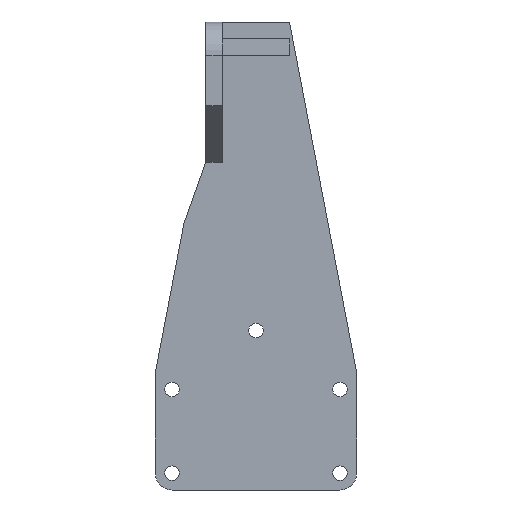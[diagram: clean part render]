
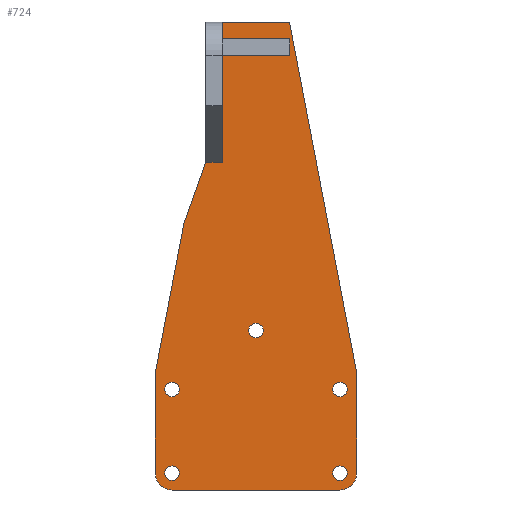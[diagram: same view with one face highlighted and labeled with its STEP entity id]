
A CAD part, left-side view. The second image highlights one B-rep face of the part: STEP entity #724.
In plain terms, the highlighted planar face has unit normal (-1, 0, 0).
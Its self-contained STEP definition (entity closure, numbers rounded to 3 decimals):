
#24 = VERTEX_POINT('',#25);
#25 = CARTESIAN_POINT('',(75.,0.855,134.5));
#49 = VERTEX_POINT('',#50);
#50 = CARTESIAN_POINT('',(75.,-0.855,134.5));
#57 = EDGE_CURVE('',#24,#49,#58,.T.);
#58 = CIRCLE('',#59,2.175);
#59 = AXIS2_PLACEMENT_3D('',#60,#61,#62);
#60 = CARTESIAN_POINT('',(75.,0.,132.5));
#61 = DIRECTION('',(1.,0.,0.));
#62 = DIRECTION('',(0.,1.,0.));
#89 = VERTEX_POINT('',#90);
#90 = CARTESIAN_POINT('',(75.,21.483,79.5));
#107 = VERTEX_POINT('',#108);
#108 = CARTESIAN_POINT('',(75.,30.,35.));
#114 = EDGE_CURVE('',#89,#107,#115,.T.);
#115 = LINE('',#116,#117);
#116 = CARTESIAN_POINT('',(75.,21.483,79.5));
#117 = VECTOR('',#118,1.);
#118 = DIRECTION('',(0.,0.188,-0.982));
#128 = EDGE_CURVE('',#129,#107,#131,.T.);
#129 = VERTEX_POINT('',#130);
#130 = CARTESIAN_POINT('',(75.,30.,5.));
#131 = LINE('',#132,#133);
#132 = CARTESIAN_POINT('',(75.,30.,0.));
#133 = VECTOR('',#134,1.);
#134 = DIRECTION('',(0.,0.,1.));
#169 = VERTEX_POINT('',#170);
#170 = CARTESIAN_POINT('',(75.,25.,0.));
#176 = EDGE_CURVE('',#169,#129,#177,.T.);
#177 = CIRCLE('',#178,5.);
#178 = AXIS2_PLACEMENT_3D('',#179,#180,#181);
#179 = CARTESIAN_POINT('',(75.,25.,5.));
#180 = DIRECTION('',(1.,0.,0.));
#181 = DIRECTION('',(0.,1.,0.));
#192 = EDGE_CURVE('',#193,#169,#195,.T.);
#193 = VERTEX_POINT('',#194);
#194 = CARTESIAN_POINT('',(75.,-25.,0.));
#195 = LINE('',#196,#197);
#196 = CARTESIAN_POINT('',(75.,-30.,0.));
#197 = VECTOR('',#198,1.);
#198 = DIRECTION('',(0.,1.,0.));
#224 = VERTEX_POINT('',#225);
#225 = CARTESIAN_POINT('',(75.,-10.,139.5));
#242 = VERTEX_POINT('',#243);
#243 = CARTESIAN_POINT('',(75.,-30.,35.));
#249 = EDGE_CURVE('',#224,#242,#250,.T.);
#250 = LINE('',#251,#252);
#251 = CARTESIAN_POINT('',(75.,-10.,139.5));
#252 = VECTOR('',#253,1.);
#253 = DIRECTION('',(0.,-0.188,-0.982));
#289 = VERTEX_POINT('',#290);
#290 = CARTESIAN_POINT('',(75.,10.,139.5));
#296 = EDGE_CURVE('',#289,#224,#297,.T.);
#297 = LINE('',#298,#299);
#298 = CARTESIAN_POINT('',(75.,10.,139.5));
#299 = VECTOR('',#300,1.);
#300 = DIRECTION('',(0.,-1.,0.));
#310 = EDGE_CURVE('',#242,#311,#313,.T.);
#311 = VERTEX_POINT('',#312);
#312 = CARTESIAN_POINT('',(75.,-30.,5.));
#313 = LINE('',#314,#315);
#314 = CARTESIAN_POINT('',(75.,-30.,35.));
#315 = VECTOR('',#316,1.);
#316 = DIRECTION('',(0.,0.,-1.));
#360 = VERTEX_POINT('',#361);
#361 = CARTESIAN_POINT('',(75.,15.,97.718));
#435 = VERTEX_POINT('',#436);
#436 = CARTESIAN_POINT('',(75.,10.,134.5));
#444 = EDGE_CURVE('',#289,#435,#445,.T.);
#445 = LINE('',#446,#447);
#446 = CARTESIAN_POINT('',(75.,10.,139.5));
#447 = VECTOR('',#448,1.);
#448 = DIRECTION('',(0.,0.,-1.));
#466 = EDGE_CURVE('',#311,#193,#467,.T.);
#467 = CIRCLE('',#468,5.);
#468 = AXIS2_PLACEMENT_3D('',#469,#470,#471);
#469 = CARTESIAN_POINT('',(75.,-25.,5.));
#470 = DIRECTION('',(1.,0.,0.));
#471 = DIRECTION('',(0.,1.,0.));
#485 = VERTEX_POINT('',#486);
#486 = CARTESIAN_POINT('',(75.,-10.,134.5));
#492 = EDGE_CURVE('',#49,#485,#493,.T.);
#493 = LINE('',#494,#495);
#494 = CARTESIAN_POINT('',(75.,10.,134.5));
#495 = VECTOR('',#496,1.);
#496 = DIRECTION('',(0.,-1.,0.));
#499 = EDGE_CURVE('',#435,#24,#500,.T.);
#500 = LINE('',#501,#502);
#501 = CARTESIAN_POINT('',(75.,10.,134.5));
#502 = VECTOR('',#503,1.);
#503 = DIRECTION('',(0.,-1.,0.));
#527 = EDGE_CURVE('',#528,#485,#530,.T.);
#528 = VERTEX_POINT('',#529);
#529 = CARTESIAN_POINT('',(75.,-10.,129.5));
#530 = LINE('',#531,#532);
#531 = CARTESIAN_POINT('',(75.,-10.,129.5));
#532 = VECTOR('',#533,1.);
#533 = DIRECTION('',(0.,0.,1.));
#550 = EDGE_CURVE('',#551,#528,#553,.T.);
#551 = VERTEX_POINT('',#552);
#552 = CARTESIAN_POINT('',(75.,10.,129.5));
#553 = LINE('',#554,#555);
#554 = CARTESIAN_POINT('',(75.,10.,129.5));
#555 = VECTOR('',#556,1.);
#556 = DIRECTION('',(0.,-1.,0.));
#605 = EDGE_CURVE('',#551,#606,#608,.T.);
#606 = VERTEX_POINT('',#607);
#607 = CARTESIAN_POINT('',(75.,10.,97.718));
#608 = LINE('',#609,#610);
#609 = CARTESIAN_POINT('',(75.,10.,139.5));
#610 = VECTOR('',#611,1.);
#611 = DIRECTION('',(0.,0.,-1.));
#634 = EDGE_CURVE('',#89,#360,#635,.T.);
#635 = LINE('',#636,#637);
#636 = CARTESIAN_POINT('',(75.,20.184,83.152));
#637 = VECTOR('',#638,1.);
#638 = DIRECTION('',(0.,-0.335,0.942));
#656 = EDGE_CURVE('',#606,#360,#657,.T.);
#657 = LINE('',#658,#659);
#658 = CARTESIAN_POINT('',(75.,10.,97.718));
#659 = VECTOR('',#660,1.);
#660 = DIRECTION('',(0.,1.,0.));
#724 = ADVANCED_FACE('',(#725,#744,#755,#766,#777,#788),#799,.T.);
#725 = FACE_BOUND('',#726,.T.);
#726 = EDGE_LOOP('',(#727,#728,#729,#730,#731,#732,#733,#734,#735,#736,
    #737,#738,#739,#740,#741,#742,#743));
#727 = ORIENTED_EDGE('',*,*,#444,.T.);
#728 = ORIENTED_EDGE('',*,*,#499,.T.);
#729 = ORIENTED_EDGE('',*,*,#57,.T.);
#730 = ORIENTED_EDGE('',*,*,#492,.T.);
#731 = ORIENTED_EDGE('',*,*,#527,.F.);
#732 = ORIENTED_EDGE('',*,*,#550,.F.);
#733 = ORIENTED_EDGE('',*,*,#605,.T.);
#734 = ORIENTED_EDGE('',*,*,#656,.T.);
#735 = ORIENTED_EDGE('',*,*,#634,.F.);
#736 = ORIENTED_EDGE('',*,*,#114,.T.);
#737 = ORIENTED_EDGE('',*,*,#128,.F.);
#738 = ORIENTED_EDGE('',*,*,#176,.F.);
#739 = ORIENTED_EDGE('',*,*,#192,.F.);
#740 = ORIENTED_EDGE('',*,*,#466,.F.);
#741 = ORIENTED_EDGE('',*,*,#310,.F.);
#742 = ORIENTED_EDGE('',*,*,#249,.F.);
#743 = ORIENTED_EDGE('',*,*,#296,.F.);
#744 = FACE_BOUND('',#745,.T.);
#745 = EDGE_LOOP('',(#746));
#746 = ORIENTED_EDGE('',*,*,#747,.T.);
#747 = EDGE_CURVE('',#748,#748,#750,.T.);
#748 = VERTEX_POINT('',#749);
#749 = CARTESIAN_POINT('',(75.,2.175,47.5));
#750 = CIRCLE('',#751,2.175);
#751 = AXIS2_PLACEMENT_3D('',#752,#753,#754);
#752 = CARTESIAN_POINT('',(75.,0.,47.5));
#753 = DIRECTION('',(1.,0.,0.));
#754 = DIRECTION('',(0.,1.,0.));
#755 = FACE_BOUND('',#756,.T.);
#756 = EDGE_LOOP('',(#757));
#757 = ORIENTED_EDGE('',*,*,#758,.T.);
#758 = EDGE_CURVE('',#759,#759,#761,.T.);
#759 = VERTEX_POINT('',#760);
#760 = CARTESIAN_POINT('',(75.,27.175,5.));
#761 = CIRCLE('',#762,2.175);
#762 = AXIS2_PLACEMENT_3D('',#763,#764,#765);
#763 = CARTESIAN_POINT('',(75.,25.,5.));
#764 = DIRECTION('',(1.,0.,0.));
#765 = DIRECTION('',(0.,1.,0.));
#766 = FACE_BOUND('',#767,.T.);
#767 = EDGE_LOOP('',(#768));
#768 = ORIENTED_EDGE('',*,*,#769,.T.);
#769 = EDGE_CURVE('',#770,#770,#772,.T.);
#770 = VERTEX_POINT('',#771);
#771 = CARTESIAN_POINT('',(75.,27.175,30.));
#772 = CIRCLE('',#773,2.175);
#773 = AXIS2_PLACEMENT_3D('',#774,#775,#776);
#774 = CARTESIAN_POINT('',(75.,25.,30.));
#775 = DIRECTION('',(1.,0.,0.));
#776 = DIRECTION('',(0.,1.,0.));
#777 = FACE_BOUND('',#778,.T.);
#778 = EDGE_LOOP('',(#779));
#779 = ORIENTED_EDGE('',*,*,#780,.T.);
#780 = EDGE_CURVE('',#781,#781,#783,.T.);
#781 = VERTEX_POINT('',#782);
#782 = CARTESIAN_POINT('',(75.,-22.825,5.));
#783 = CIRCLE('',#784,2.175);
#784 = AXIS2_PLACEMENT_3D('',#785,#786,#787);
#785 = CARTESIAN_POINT('',(75.,-25.,5.));
#786 = DIRECTION('',(1.,0.,0.));
#787 = DIRECTION('',(0.,1.,0.));
#788 = FACE_BOUND('',#789,.T.);
#789 = EDGE_LOOP('',(#790));
#790 = ORIENTED_EDGE('',*,*,#791,.T.);
#791 = EDGE_CURVE('',#792,#792,#794,.T.);
#792 = VERTEX_POINT('',#793);
#793 = CARTESIAN_POINT('',(75.,-22.825,30.));
#794 = CIRCLE('',#795,2.175);
#795 = AXIS2_PLACEMENT_3D('',#796,#797,#798);
#796 = CARTESIAN_POINT('',(75.,-25.,30.));
#797 = DIRECTION('',(1.,0.,0.));
#798 = DIRECTION('',(0.,1.,0.));
#799 = PLANE('',#800);
#800 = AXIS2_PLACEMENT_3D('',#801,#802,#803);
#801 = CARTESIAN_POINT('',(75.,-0.567,70.254));
#802 = DIRECTION('',(-1.,-0.,-0.));
#803 = DIRECTION('',(0.,0.,-1.));
